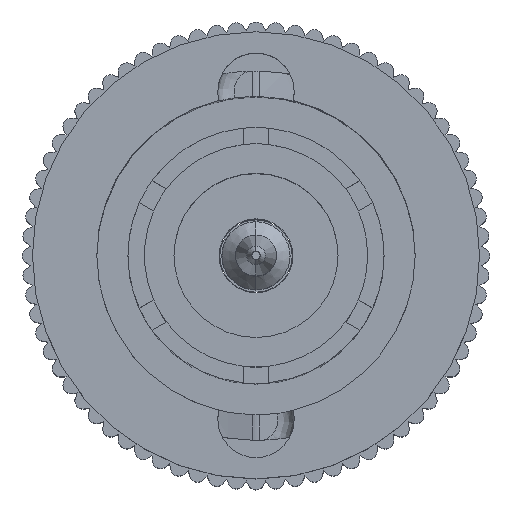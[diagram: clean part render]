
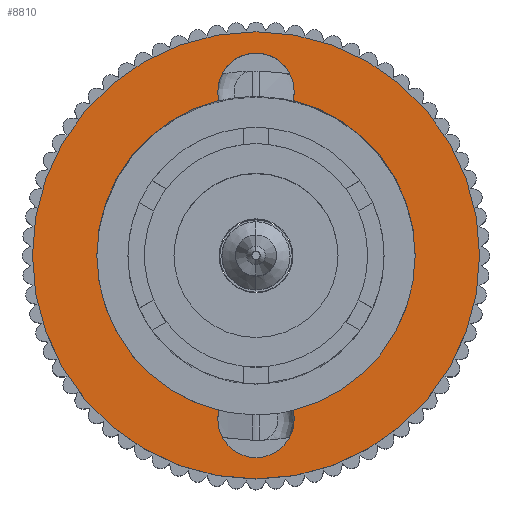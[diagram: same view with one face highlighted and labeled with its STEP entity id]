
A CAD part, top view. The second image highlights one B-rep face of the part: STEP entity #8810.
In plain terms, the highlighted planar face has unit normal (0, 0, 1).
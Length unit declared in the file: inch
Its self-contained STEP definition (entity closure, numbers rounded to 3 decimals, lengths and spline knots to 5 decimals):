
#702 = VERTEX_POINT ( 'NONE', #2049 ) ;
#704 = EDGE_CURVE ( 'NONE', #705, #702, #2046, .T. ) ;
#705 = VERTEX_POINT ( 'NONE', #2041 ) ;
#2041 = CARTESIAN_POINT ( 'NONE',  ( 0.2725, 0., 0. ) ) ;
#2042 = DIRECTION ( 'NONE',  ( 1., 0., 0. ) ) ;
#2043 = DIRECTION ( 'NONE',  ( 0., 0., 1. ) ) ;
#2044 = CARTESIAN_POINT ( 'NONE',  ( 0., 0., 0. ) ) ;
#2045 = AXIS2_PLACEMENT_3D ( 'NONE', #2044, #2043, #2042 ) ;
#2046 = CIRCLE ( 'NONE', #2045, 0.2725 ) ;
#2049 = CARTESIAN_POINT ( 'NONE',  ( -0.2725, 0., 0. ) ) ;
#2426 = DIRECTION ( 'NONE',  ( 1., 0., 0. ) ) ;
#2427 = DIRECTION ( 'NONE',  ( 0., 0., 1. ) ) ;
#2428 = CARTESIAN_POINT ( 'NONE',  ( 0., -0.2, 0. ) ) ;
#2429 = AXIS2_PLACEMENT_3D ( 'NONE', #2428, #2427, #2426 ) ;
#2520 = DIRECTION ( 'NONE',  ( 1., 0., 0. ) ) ;
#2521 = DIRECTION ( 'NONE',  ( 0., 0., 1. ) ) ;
#2522 = CARTESIAN_POINT ( 'NONE',  ( 0., 0., 0. ) ) ;
#2523 = AXIS2_PLACEMENT_3D ( 'NONE', #2522, #2521, #2520 ) ;
#2524 = CIRCLE ( 'NONE', #2523, 0.2725 ) ;
#2550 = CIRCLE ( 'NONE', #2429, 0.0465 ) ;
#2592 = DIRECTION ( 'NONE',  ( 1., 0., 0. ) ) ;
#2593 = DIRECTION ( 'NONE',  ( 0., 0., 1. ) ) ;
#2594 = CARTESIAN_POINT ( 'NONE',  ( 0.2725, 0., 0. ) ) ;
#2595 = AXIS2_PLACEMENT_3D ( 'NONE', #2594, #2593, #2592 ) ;
#2596 = PLANE ( 'NONE',  #2595 ) ;
#2597 = FACE_OUTER_BOUND ( 'NONE', #8717, .T. ) ;
#2598 = FACE_BOUND ( 'NONE', #8806, .T. ) ;
#2615 = DIRECTION ( 'NONE',  ( 1., 0., 0. ) ) ;
#2616 = DIRECTION ( 'NONE',  ( 0., 0., 1. ) ) ;
#2617 = CARTESIAN_POINT ( 'NONE',  ( 0., 0., 0. ) ) ;
#2618 = AXIS2_PLACEMENT_3D ( 'NONE', #2617, #2616, #2615 ) ;
#2619 = CIRCLE ( 'NONE', #2618, 0.194 ) ;
#2630 = DIRECTION ( 'NONE',  ( -1., 0., 0. ) ) ;
#2631 = DIRECTION ( 'NONE',  ( 0., 0., 1. ) ) ;
#2632 = CARTESIAN_POINT ( 'NONE',  ( 0., 0.2, 0. ) ) ;
#2633 = AXIS2_PLACEMENT_3D ( 'NONE', #2632, #2631, #2630 ) ;
#2634 = CIRCLE ( 'NONE', #2633, 0.0465 ) ;
#8712 = ORIENTED_EDGE ( 'NONE', *, *, #13135, .F. ) ;
#8713 = ORIENTED_EDGE ( 'NONE', *, *, #13150, .F. ) ;
#8714 = ORIENTED_EDGE ( 'NONE', *, *, #8715, .F. ) ;
#8715 = EDGE_CURVE ( 'NONE', #13182, #13158, #2550, .T. ) ;
#8716 = ORIENTED_EDGE ( 'NONE', *, *, #13181, .F. ) ;
#8717 = EDGE_LOOP ( 'NONE', ( #8718, #8721 ) ) ;
#8718 = ORIENTED_EDGE ( 'NONE', *, *, #704, .T. ) ;
#8721 = ORIENTED_EDGE ( 'NONE', *, *, #8722, .T. ) ;
#8722 = EDGE_CURVE ( 'NONE', #702, #705, #2524, .T. ) ;
#8787 = ORIENTED_EDGE ( 'NONE', *, *, #13188, .F. ) ;
#8789 = ORIENTED_EDGE ( 'NONE', *, *, #13290, .F. ) ;
#8790 = EDGE_CURVE ( 'NONE', #13291, #13217, #2634, .T. ) ;
#8794 = ORIENTED_EDGE ( 'NONE', *, *, #13219, .F. ) ;
#8796 = ORIENTED_EDGE ( 'NONE', *, *, #8790, .F. ) ;
#8798 = ORIENTED_EDGE ( 'NONE', *, *, #8799, .F. ) ;
#8799 = EDGE_CURVE ( 'NONE', #13286, #13176, #2619, .T. ) ;
#8800 = ORIENTED_EDGE ( 'NONE', *, *, #13285, .F. ) ;
#8806 = EDGE_LOOP ( 'NONE', ( #8798, #8800, #8794, #8796, #8789, #8787, #8712, #8713, #8714, #8716 ) ) ;
#8810 = ADVANCED_FACE ( 'NONE', ( #2598, #2597 ), #2596, .T. ) ;
#10314 = DIRECTION ( 'NONE',  ( 1., 0., 0. ) ) ;
#10315 = DIRECTION ( 'NONE',  ( 0., 0., 1. ) ) ;
#10316 = CARTESIAN_POINT ( 'NONE',  ( 0., -0.2, 0. ) ) ;
#10317 = AXIS2_PLACEMENT_3D ( 'NONE', #10316, #10315, #10314 ) ;
#10318 = CIRCLE ( 'NONE', #10317, 0.0465 ) ;
#10350 = CARTESIAN_POINT ( 'NONE',  ( 0.0465, -0.2, 0. ) ) ;
#10351 = DIRECTION ( 'NONE',  ( 1., 0., 0. ) ) ;
#10352 = DIRECTION ( 'NONE',  ( 0., 0., 1. ) ) ;
#10353 = CARTESIAN_POINT ( 'NONE',  ( 0., -0.2, 0. ) ) ;
#10354 = AXIS2_PLACEMENT_3D ( 'NONE', #10353, #10352, #10351 ) ;
#10355 = CIRCLE ( 'NONE', #10354, 0.0465 ) ;
#10484 = CIRCLE ( 'NONE', #10598, 0.194 ) ;
#10485 = CARTESIAN_POINT ( 'NONE',  ( 0.0451, -0.18868, 0. ) ) ;
#10511 = DIRECTION ( 'NONE',  ( -1., 0., 0. ) ) ;
#10512 = DIRECTION ( 'NONE',  ( 0., 0., 1. ) ) ;
#10513 = CARTESIAN_POINT ( 'NONE',  ( 0., 0.2, 0. ) ) ;
#10514 = AXIS2_PLACEMENT_3D ( 'NONE', #10513, #10512, #10511 ) ;
#10515 = CIRCLE ( 'NONE', #10514, 0.0465 ) ;
#10516 = CARTESIAN_POINT ( 'NONE',  ( 0.0465, 0.2, 0. ) ) ;
#10539 = CARTESIAN_POINT ( 'NONE',  ( -0.0465, -0.2, 0. ) ) ;
#10588 = CARTESIAN_POINT ( 'NONE',  ( -0.194, 0., 0. ) ) ;
#10594 = CARTESIAN_POINT ( 'NONE',  ( 0.194, 0., 0. ) ) ;
#10595 = DIRECTION ( 'NONE',  ( 1., 0., 0. ) ) ;
#10596 = DIRECTION ( 'NONE',  ( 0., 0., 1. ) ) ;
#10597 = CARTESIAN_POINT ( 'NONE',  ( 0., 0., 0. ) ) ;
#10598 = AXIS2_PLACEMENT_3D ( 'NONE', #10597, #10596, #10595 ) ;
#10613 = CARTESIAN_POINT ( 'NONE',  ( -0.0451, -0.18868, 0. ) ) ;
#10614 = DIRECTION ( 'NONE',  ( 1., 0., 0. ) ) ;
#10615 = DIRECTION ( 'NONE',  ( 0., 0., 1. ) ) ;
#10616 = CARTESIAN_POINT ( 'NONE',  ( 0., 0., 0. ) ) ;
#10617 = AXIS2_PLACEMENT_3D ( 'NONE', #10616, #10615, #10614 ) ;
#10618 = CIRCLE ( 'NONE', #10617, 0.194 ) ;
#10849 = DIRECTION ( 'NONE',  ( -1., 0., 0. ) ) ;
#10850 = DIRECTION ( 'NONE',  ( 0., 0., 1. ) ) ;
#10851 = CARTESIAN_POINT ( 'NONE',  ( 0., 0.2, 0. ) ) ;
#10852 = AXIS2_PLACEMENT_3D ( 'NONE', #10851, #10850, #10849 ) ;
#10853 = CIRCLE ( 'NONE', #10852, 0.0465 ) ;
#10883 = CARTESIAN_POINT ( 'NONE',  ( -0.0465, 0.2, 0. ) ) ;
#10963 = CARTESIAN_POINT ( 'NONE',  ( 0., 0., 0. ) ) ;
#10964 = CARTESIAN_POINT ( 'NONE',  ( 0.0451, 0.18868, 0. ) ) ;
#10965 = AXIS2_PLACEMENT_3D ( 'NONE', #10963, #10972, #10968 ) ;
#10966 = CIRCLE ( 'NONE', #10965, 0.194 ) ;
#10967 = CARTESIAN_POINT ( 'NONE',  ( -0.0451, 0.18868, 0. ) ) ;
#10968 = DIRECTION ( 'NONE',  ( 1., 0., 0. ) ) ;
#10972 = DIRECTION ( 'NONE',  ( 0., 0., 1. ) ) ;
#13135 = EDGE_CURVE ( 'NONE', #13151, #13186, #10318, .T. ) ;
#13150 = EDGE_CURVE ( 'NONE', #13158, #13151, #10355, .T. ) ;
#13151 = VERTEX_POINT ( 'NONE', #10350 ) ;
#13158 = VERTEX_POINT ( 'NONE', #10539 ) ;
#13176 = VERTEX_POINT ( 'NONE', #10588 ) ;
#13181 = EDGE_CURVE ( 'NONE', #13176, #13182, #10618, .T. ) ;
#13182 = VERTEX_POINT ( 'NONE', #10613 ) ;
#13186 = VERTEX_POINT ( 'NONE', #10485 ) ;
#13188 = EDGE_CURVE ( 'NONE', #13186, #13189, #10484, .T. ) ;
#13189 = VERTEX_POINT ( 'NONE', #10594 ) ;
#13217 = VERTEX_POINT ( 'NONE', #10516 ) ;
#13219 = EDGE_CURVE ( 'NONE', #13217, #13279, #10515, .T. ) ;
#13279 = VERTEX_POINT ( 'NONE', #10883 ) ;
#13285 = EDGE_CURVE ( 'NONE', #13279, #13286, #10853, .T. ) ;
#13286 = VERTEX_POINT ( 'NONE', #10967 ) ;
#13290 = EDGE_CURVE ( 'NONE', #13189, #13291, #10966, .T. ) ;
#13291 = VERTEX_POINT ( 'NONE', #10964 ) ;
